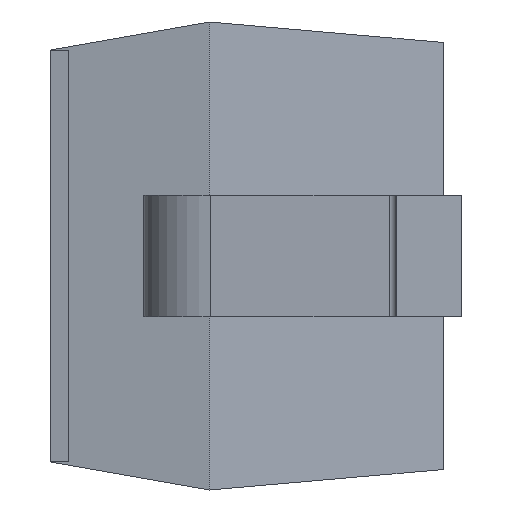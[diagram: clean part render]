
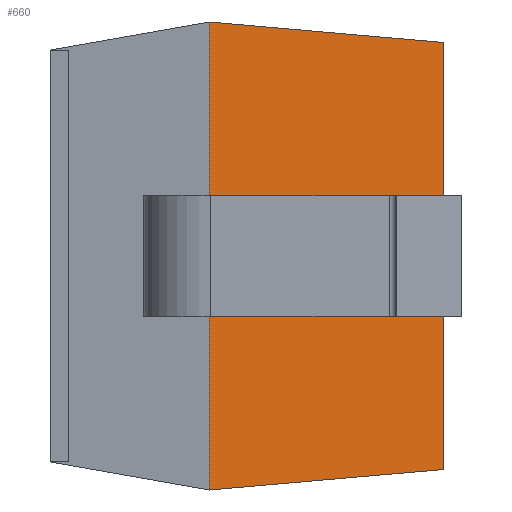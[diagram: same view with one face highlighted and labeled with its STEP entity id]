
A CAD part, left-side view. The second image highlights one B-rep face of the part: STEP entity #660.
In plain terms, the highlighted planar face has unit normal (-0.996, -0.087, 0).
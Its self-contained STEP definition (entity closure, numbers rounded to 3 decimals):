
#22 = CARTESIAN_POINT ( 'NONE',  ( -0.795, 0.05, 0.625 ) ) ;
#51 = DIRECTION ( 'NONE',  ( -0.087, 0.992, 0.087 ) ) ;
#389 = DIRECTION ( 'NONE',  ( 0., 0., -1. ) ) ;
#403 = VERTEX_POINT ( 'NONE', #412 ) ;
#412 = CARTESIAN_POINT ( 'NONE',  ( -0.85, 0.675, 0.625 ) ) ;
#530 = CARTESIAN_POINT ( 'NONE',  ( -0.795, 0.05, 0.57 ) ) ;
#574 = EDGE_CURVE ( 'NONE', #1421, #867, #590, .T. ) ;
#590 = LINE ( 'NONE', #1092, #783 ) ;
#616 = CARTESIAN_POINT ( 'NONE',  ( -0.85, 0.675, 0.625 ) ) ;
#660 = ADVANCED_FACE ( 'NONE', ( #1031 ), #778, .F. ) ;
#670 = VECTOR ( 'NONE', #389, 1000. ) ;
#683 = ORIENTED_EDGE ( 'NONE', *, *, #1136, .T. ) ;
#694 = DIRECTION ( 'NONE',  ( 0., 0., -1. ) ) ;
#737 = EDGE_LOOP ( 'NONE', ( #683, #967, #1145, #1276 ) ) ;
#778 = PLANE ( 'NONE',  #821 ) ;
#783 = VECTOR ( 'NONE', #1238, 1000. ) ;
#789 = DIRECTION ( 'NONE',  ( 0., 0., -1. ) ) ;
#793 = EDGE_CURVE ( 'NONE', #403, #1421, #1300, .T. ) ;
#804 = LINE ( 'NONE', #1418, #1068 ) ;
#820 = CARTESIAN_POINT ( 'NONE',  ( -0.85, 0.675, -0.625 ) ) ;
#821 = AXIS2_PLACEMENT_3D ( 'NONE', #1337, #1449, #789 ) ;
#867 = VERTEX_POINT ( 'NONE', #1273 ) ;
#946 = LINE ( 'NONE', #22, #1195 ) ;
#967 = ORIENTED_EDGE ( 'NONE', *, *, #793, .T. ) ;
#1031 = FACE_OUTER_BOUND ( 'NONE', #737, .T. ) ;
#1068 = VECTOR ( 'NONE', #51, 1000. ) ;
#1092 = CARTESIAN_POINT ( 'NONE',  ( -0.796, 0.055, -0.571 ) ) ;
#1136 = EDGE_CURVE ( 'NONE', #1311, #403, #804, .T. ) ;
#1145 = ORIENTED_EDGE ( 'NONE', *, *, #574, .T. ) ;
#1195 = VECTOR ( 'NONE', #694, 1000. ) ;
#1238 = DIRECTION ( 'NONE',  ( 0.087, -0.992, 0.087 ) ) ;
#1273 = CARTESIAN_POINT ( 'NONE',  ( -0.795, 0.05, -0.57 ) ) ;
#1276 = ORIENTED_EDGE ( 'NONE', *, *, #1441, .F. ) ;
#1300 = LINE ( 'NONE', #616, #670 ) ;
#1311 = VERTEX_POINT ( 'NONE', #530 ) ;
#1337 = CARTESIAN_POINT ( 'NONE',  ( -0.795, 0.05, 0.625 ) ) ;
#1418 = CARTESIAN_POINT ( 'NONE',  ( -0.844, 0.602, 0.619 ) ) ;
#1421 = VERTEX_POINT ( 'NONE', #820 ) ;
#1441 = EDGE_CURVE ( 'NONE', #1311, #867, #946, .T. ) ;
#1449 = DIRECTION ( 'NONE',  ( 0.996, 0.087, 0. ) ) ;
